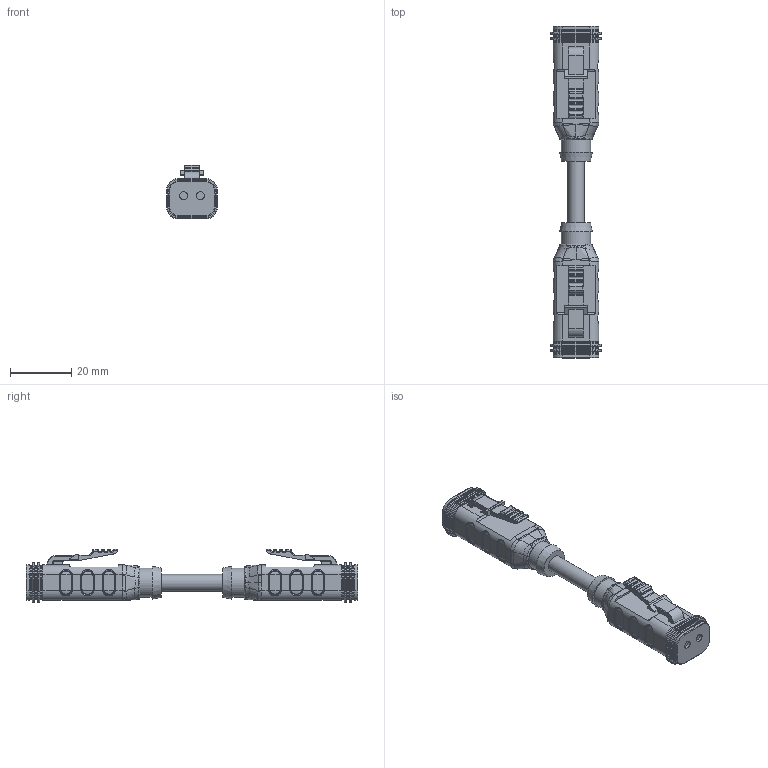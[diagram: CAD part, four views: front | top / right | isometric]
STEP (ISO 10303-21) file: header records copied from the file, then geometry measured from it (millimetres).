
FILE_DESCRIPTION(/* description */ (''),/* implementation_level */ '2;1');
FILE_NAME(/* name */ '2-V0011211__5039598__MA-DT06-2S-1-MA-DT06-2S-S370_assy_26-06-2023_stp_stp.stp',/* time_stamp */ '2023-06-26T12:59:56+02:00',/* author */ ('ESCHA GmbH & Co. KG'),/* organization */ ('ESCHA GmbH & Co. KG'),/* preprocessor_version */ 'ST-DEVELOPER v16',/* originating_system */ 'SIEMENS PLM Software NX 10.0',/* authorisation */ '');
FILE_SCHEMA (('AUTOMOTIVE_DESIGN { 1 0 10303 214 3 1 1 1 }'));
Length unit declared in the file: millimetre
Products named in the file (1): t.he0A1C5B53ux1e
Bounding box: 16.51 x 108 x 17.46 mm (x, y, z)
Volume: 13229.9 mm3; surface area: 6133.1 mm2
Topology: 1 solids, 1 shells, 1069 faces, 2622 edges, 1547 vertices
Faces by surface type: cylinder 375, bspline 234, torus 224, plane 210, sphere 16, cone 10
Full cylindrical faces by diameter (mm): 2.56 x4, 5.4 x1, 9.5 x2
Entity records: 35258 total; most frequent: CARTESIAN_POINT 11790, ORIENTED_EDGE 5072, DIRECTION 4792, EDGE_CURVE 2536, AXIS2_PLACEMENT_3D 1978, VERTEX_POINT 1522, EDGE_LOOP 1154, CIRCLE 1122
